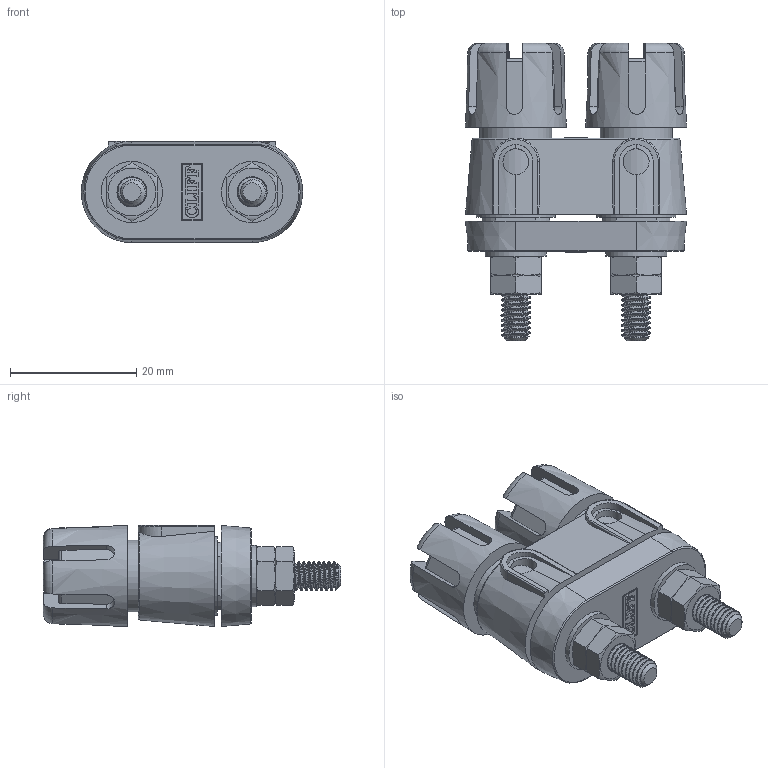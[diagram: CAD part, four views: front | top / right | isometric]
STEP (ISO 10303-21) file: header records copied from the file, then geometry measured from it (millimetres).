
FILE_DESCRIPTION(/* description */ (''),/* implementation_level */ '2;1');
FILE_NAME(/* name */ 'CL159705 TIM2.stp',/* time_stamp */ '2025-10-07T12:38:27+01:00',/* author */ ('TOttley'),/* organization */ (''),/* preprocessor_version */ 'ST-DEVELOPER v20',/* originating_system */ 'Autodesk Inventor 2025',/* authorisation */ '');
FILE_SCHEMA (('AUTOMOTIVE_DESIGN { 1 0 10303 214 3 1 1 }'));
Products named in the file (1): Part9
Bounding box: 35.06 x 47.15 x 16.01 mm (x, y, z)
Volume: 11356.1 mm3; surface area: 11581.9 mm2
Topology: 1 solids, 3 shells, 761 faces, 2105 edges, 1396 vertices
Faces by surface type: plane 387, cylinder 170, bspline 144, cone 34, torus 26
Full cylindrical faces by diameter (mm): 3.8 x6, 4.05 x4, 4.1 x2, 4.7 x40, 4.8 x2, 4.82 x2, 5.1 x2, 6.35 x12, 6.75 x2, 6.85 x2, 7.74 x4, 7.75 x4, 9.5 x2, 9.525 x2, 9.7 x2, 9.72 x2, 10 x2, 11.4 x2, 12 x2, 12.5 x2
Entity records: 57217 total; most frequent: CARTESIAN_POINT 38506, ORIENTED_EDGE 4186, DIRECTION 2938, EDGE_CURVE 2093, VERTEX_POINT 1392, LINE 1074, VECTOR 1074, AXIS2_PLACEMENT_3D 932
